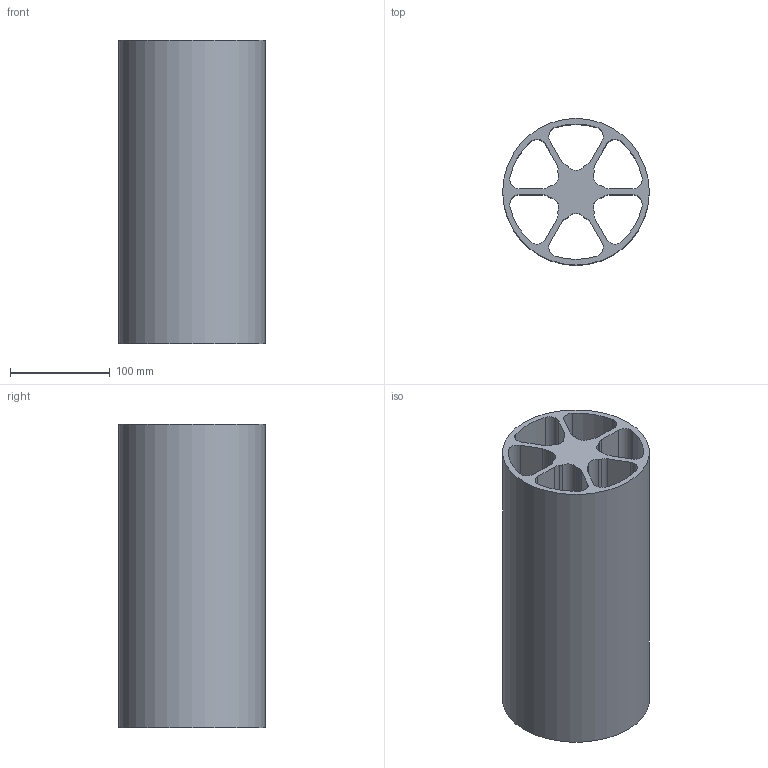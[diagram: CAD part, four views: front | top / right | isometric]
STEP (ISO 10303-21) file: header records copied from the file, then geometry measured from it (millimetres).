
FILE_DESCRIPTION (( 'STEP AP214' ), '1' );
FILE_NAME ('am-3868-1 6in Performance Wheel Extrusion, 1ft.STEP', '2019-10-29T15:51:49', ( '' ), ( '' ), 'SwSTEP 2.0', 'SolidWorks 2019', '' );
FILE_SCHEMA (( 'AUTOMOTIVE_DESIGN' ));
Length unit declared in the file: inch
Products named in the file (1): am-3868-1 6in Performance Wheel Extrusion, 1ft
Bounding box: 147.32 x 147.32 x 304.8 mm (x, y, z)
Volume: 1918069.2 mm3; surface area: 442432.9 mm2
Topology: 1 solids, 1 shells, 63 faces, 183 edges, 122 vertices
Faces by surface type: cylinder 49, plane 14
Full cylindrical faces by diameter (mm): 147.32 x1
Entity records: 2194 total; most frequent: DIRECTION 408, CARTESIAN_POINT 368, ORIENTED_EDGE 364, EDGE_CURVE 182, AXIS2_PLACEMENT_3D 162, VERTEX_POINT 122, CIRCLE 98, VECTOR 84
